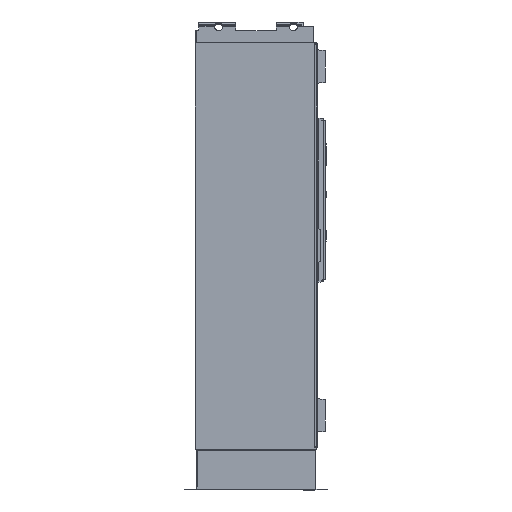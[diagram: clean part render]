
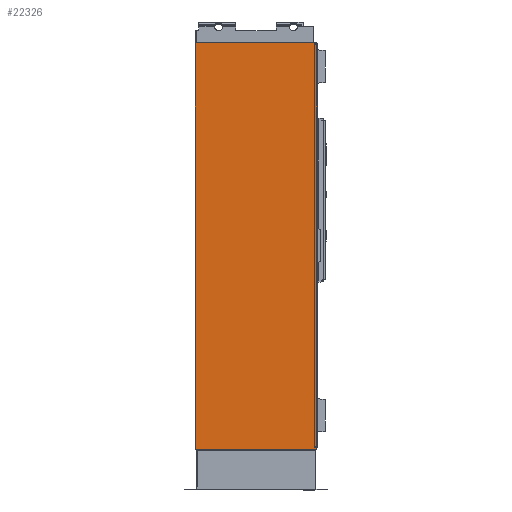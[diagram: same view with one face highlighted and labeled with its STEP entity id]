
A CAD part, left-side view. The second image highlights one B-rep face of the part: STEP entity #22326.
In plain terms, the highlighted planar face has unit normal (-1, 0, 0).
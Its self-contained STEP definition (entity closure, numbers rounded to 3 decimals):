
#22326=ADVANCED_FACE('',(#28227),#25301,.T.);
#25301=PLANE('',#86214);
#28227=FACE_OUTER_BOUND('',#32502,.T.);
#32502=EDGE_LOOP('',(#48533,#48534,#48535,#48536));
#48533=ORIENTED_EDGE('',*,*,#65504,.F.);
#48534=ORIENTED_EDGE('',*,*,#65505,.T.);
#48535=ORIENTED_EDGE('',*,*,#65506,.F.);
#48536=ORIENTED_EDGE('',*,*,#65507,.F.);
#57015=VERTEX_POINT('',#125153);
#57016=VERTEX_POINT('',#125155);
#57017=VERTEX_POINT('',#125159);
#57018=VERTEX_POINT('',#125161);
#65504=EDGE_CURVE('',#57016,#57015,#73472,.T.);
#65505=EDGE_CURVE('',#57016,#57017,#73473,.T.);
#65506=EDGE_CURVE('',#57018,#57017,#73474,.T.);
#65507=EDGE_CURVE('',#57015,#57018,#73475,.T.);
#73472=LINE('',#125156,#81380);
#73473=LINE('',#125158,#81381);
#73474=LINE('',#125160,#81382);
#73475=LINE('',#125162,#81383);
#81380=VECTOR('',#100588,1.);
#81381=VECTOR('',#100591,1.);
#81382=VECTOR('',#100592,1.);
#81383=VECTOR('',#100593,1.);
#86214=AXIS2_PLACEMENT_3D('',#125163,#100594,#100595);
#100588=DIRECTION('',(0.,-1.,0.));
#100591=DIRECTION('',(0.,0.,-1.));
#100592=DIRECTION('',(0.,1.,0.));
#100593=DIRECTION('',(0.,0.,-1.));
#100594=DIRECTION('',(-1.,0.,0.));
#100595=DIRECTION('',(0.,0.,1.));
#125153=CARTESIAN_POINT('',(-1950.,0.,1899.5));
#125155=CARTESIAN_POINT('',(-1950.,600.,1899.5));
#125156=CARTESIAN_POINT('',(-1950.,600.,1899.5));
#125158=CARTESIAN_POINT('',(-1950.,600.,0.));
#125159=CARTESIAN_POINT('',(-1950.,600.,-100.));
#125160=CARTESIAN_POINT('',(-1950.,600.,-100.));
#125161=CARTESIAN_POINT('',(-1950.,0.,-100.));
#125162=CARTESIAN_POINT('',(-1950.,0.,0.));
#125163=CARTESIAN_POINT('',(-1950.,600.,1900.));
